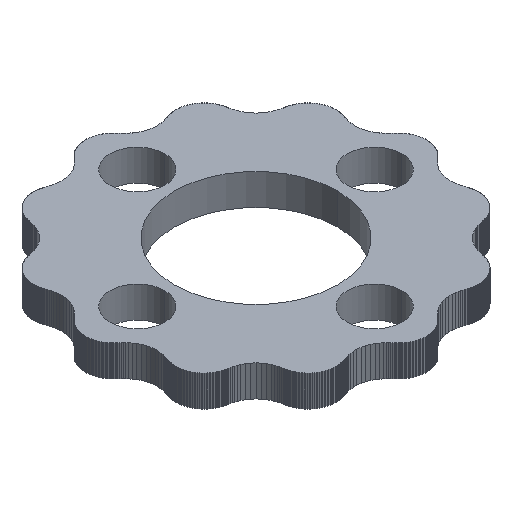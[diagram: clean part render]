
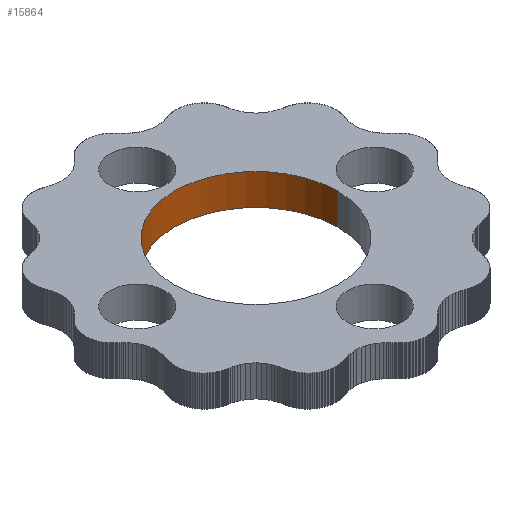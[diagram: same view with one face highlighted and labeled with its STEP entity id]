
A CAD part, isometric view. The second image highlights one B-rep face of the part: STEP entity #15864.
In plain terms, the highlighted cylindrical face has radius 13.05 mm (diameter 26.1 mm), a partial arc.
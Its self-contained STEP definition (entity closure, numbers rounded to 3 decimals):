
#933 = ORIENTED_EDGE ( 'NONE', *, *, #15958, .T. ) ;
#1412 = CARTESIAN_POINT ( 'NONE',  ( -13.05, 0., -1. ) ) ;
#1587 = VECTOR ( 'NONE', #3171, 1000. ) ;
#2450 = DIRECTION ( 'NONE',  ( 0., 0., 1. ) ) ;
#2619 = EDGE_LOOP ( 'NONE', ( #6022, #11893, #11489, #933 ) ) ;
#3171 = DIRECTION ( 'NONE',  ( 0., 0., 1. ) ) ;
#3840 = CARTESIAN_POINT ( 'NONE',  ( -13.05, 0., 5. ) ) ;
#4325 = VERTEX_POINT ( 'NONE', #19167 ) ;
#5052 = CIRCLE ( 'NONE', #8957, 13.05 ) ;
#5445 = FACE_OUTER_BOUND ( 'NONE', #2619, .T. ) ;
#6022 = ORIENTED_EDGE ( 'NONE', *, *, #8333, .F. ) ;
#6593 = CARTESIAN_POINT ( 'NONE',  ( 13.05, 0., 0. ) ) ;
#6636 = EDGE_CURVE ( 'NONE', #15062, #4325, #6681, .T. ) ;
#6681 = CIRCLE ( 'NONE', #17062, 13.05 ) ;
#7629 = LINE ( 'NONE', #1412, #1587 ) ;
#8333 = EDGE_CURVE ( 'NONE', #4325, #8417, #7629, .T. ) ;
#8417 = VERTEX_POINT ( 'NONE', #3840 ) ;
#8550 = DIRECTION ( 'NONE',  ( 1., 0., 0. ) ) ;
#8957 = AXIS2_PLACEMENT_3D ( 'NONE', #18848, #14923, #8550 ) ;
#9660 = CARTESIAN_POINT ( 'NONE',  ( 0., 0., -1. ) ) ;
#9879 = CARTESIAN_POINT ( 'NONE',  ( 13.05, 0., -1. ) ) ;
#10029 = LINE ( 'NONE', #9879, #22575 ) ;
#11489 = ORIENTED_EDGE ( 'NONE', *, *, #26331, .T. ) ;
#11893 = ORIENTED_EDGE ( 'NONE', *, *, #6636, .F. ) ;
#12046 = CARTESIAN_POINT ( 'NONE',  ( 0., 0., 0. ) ) ;
#13713 = CYLINDRICAL_SURFACE ( 'NONE', #22141, 13.05 ) ;
#14923 = DIRECTION ( 'NONE',  ( 0., 0., 1. ) ) ;
#15062 = VERTEX_POINT ( 'NONE', #6593 ) ;
#15864 = ADVANCED_FACE ( 'NONE', ( #5445 ), #13713, .F. ) ;
#15958 = EDGE_CURVE ( 'NONE', #26748, #8417, #5052, .T. ) ;
#16511 = DIRECTION ( 'NONE',  ( 0., 0., 1. ) ) ;
#17062 = AXIS2_PLACEMENT_3D ( 'NONE', #12046, #16511, #20304 ) ;
#18147 = DIRECTION ( 'NONE',  ( 0., 0., 1. ) ) ;
#18848 = CARTESIAN_POINT ( 'NONE',  ( 0., 0., 5. ) ) ;
#19167 = CARTESIAN_POINT ( 'NONE',  ( -13.05, 0., 0. ) ) ;
#20304 = DIRECTION ( 'NONE',  ( 1., 0., 0. ) ) ;
#22141 = AXIS2_PLACEMENT_3D ( 'NONE', #9660, #2450, #22925 ) ;
#22355 = CARTESIAN_POINT ( 'NONE',  ( 13.05, 0., 5. ) ) ;
#22575 = VECTOR ( 'NONE', #18147, 1000. ) ;
#22925 = DIRECTION ( 'NONE',  ( 1., 0., 0. ) ) ;
#26331 = EDGE_CURVE ( 'NONE', #15062, #26748, #10029, .T. ) ;
#26748 = VERTEX_POINT ( 'NONE', #22355 ) ;
